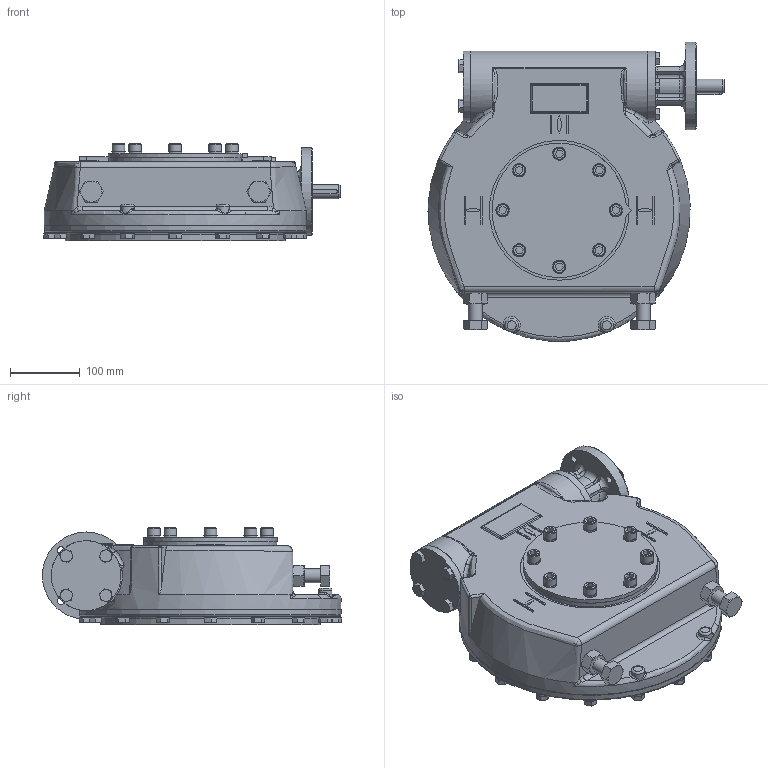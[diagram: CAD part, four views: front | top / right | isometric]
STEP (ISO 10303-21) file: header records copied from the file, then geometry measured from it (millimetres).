
FILE_DESCRIPTION(/* description */ ('Unknown'),/* implementation_level */ '2;1');
FILE_NAME(/* name */ 'PUB-IW6-N SIMPLIFIED',/* time_stamp */ '2021-04-29T13:14:16+01:00',/* author */ ('Unknown'),/* organization */ ('Unknown'),/* preprocessor_version */ 'ST-DEVELOPER v16.7',/* originating_system */ 'Solid Edge',/* authorisation */ 'Unknown');
FILE_SCHEMA (('AUTOMOTIVE_DESIGN {1 0 10303 214 3 1 1}'));
Products named in the file (1): PUB-IW6-N SIMPLIFIED
Bounding box: 423.59 x 428.03 x 139 mm (x, y, z)
Volume: 7305182.9 mm3; surface area: 1187113.8 mm2
Topology: 69 solids, 69 shells, 1906 faces, 4373 edges, 2710 vertices
Faces by surface type: plane 868, cylinder 384, cone 295, bspline 193, torus 129, sphere 37
Full cylindrical faces by diameter (mm): 6.3 x2, 8.376 x15, 8.5 x24, 10 x40, 10.1 x16, 10.5 x8, 10.7 x16, 11 x20, 12 x8, 12.5 x8, 13 x16, 15 x2, 16.299 x8, 16.6 x16, 17.5 x4, 18 x8, 19 x10, 20 x3, 30 x3, 30.4 x2, 34.7 x1, 35 x1, 35.095 x1, 37 x2, 40.5 x1, 45 x1, 56.5 x1, 56.55 x1, 61.94 x4, 62 x2
Entity records: 69710 total; most frequent: CARTESIAN_POINT 20513, ORIENTED_EDGE 7350, DIRECTION 7226, EDGE_CURVE 3675, AXIS2_PLACEMENT_3D 2997, FACE_BOUND 2705, EDGE_LOOP 2673, VERTEX_POINT 2542
